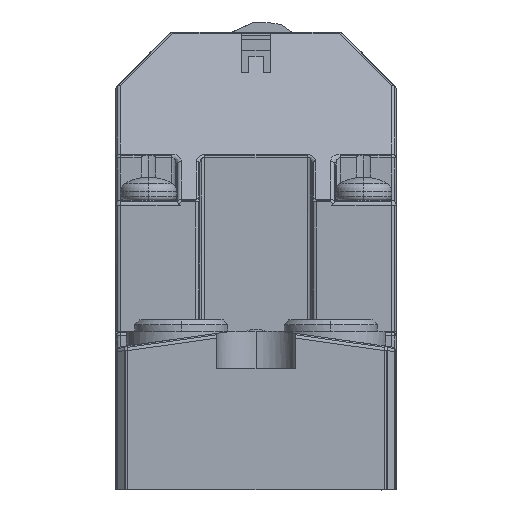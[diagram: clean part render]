
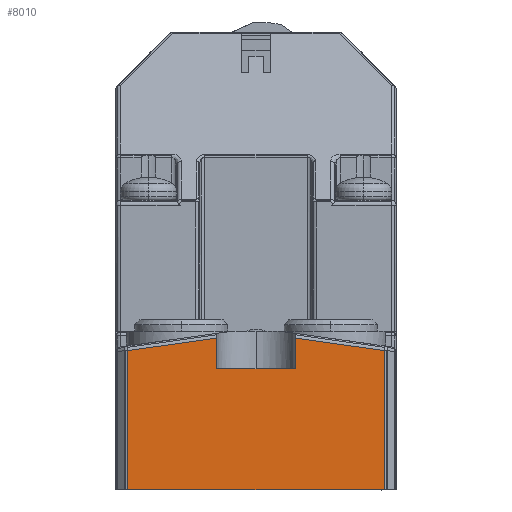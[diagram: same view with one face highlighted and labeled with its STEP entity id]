
A CAD part, front view. The second image highlights one B-rep face of the part: STEP entity #8010.
In plain terms, the highlighted planar face has unit normal (0, -1, 0).
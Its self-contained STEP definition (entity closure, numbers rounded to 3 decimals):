
#7969=AXIS2_PLACEMENT_3D('Plane Axis2P3D',#7966,#7967,#7968) ;
#5113=CARTESIAN_POINT('Vertex',(28.743,0.,0.)) ;
#5116=CARTESIAN_POINT('Line Origine',(15.,0.,0.)) ;
#5120=CARTESIAN_POINT('Vertex',(1.257,0.,0.)) ;
#7227=CARTESIAN_POINT('Vertex',(28.743,0.,14.915)) ;
#7313=CARTESIAN_POINT('Vertex',(10.8,0.,13.)) ;
#7316=CARTESIAN_POINT('Line Origine',(15.,0.,13.)) ;
#7320=CARTESIAN_POINT('Vertex',(19.2,0.,13.)) ;
#7351=CARTESIAN_POINT('Vertex',(1.257,0.,14.915)) ;
#7942=CARTESIAN_POINT('Line Origine',(1.257,0.,0.)) ;
#7966=CARTESIAN_POINT('Axis2P3D Location',(30.,0.,0.)) ;
#7971=CARTESIAN_POINT('Line Origine',(6.029,0.,15.586)) ;
#7975=CARTESIAN_POINT('Vertex',(10.8,0.,16.256)) ;
#7978=CARTESIAN_POINT('Line Origine',(28.743,0.,7.458)) ;
#7983=CARTESIAN_POINT('Line Origine',(23.971,0.,15.586)) ;
#7987=CARTESIAN_POINT('Vertex',(19.2,0.,16.256)) ;
#7990=CARTESIAN_POINT('Line Origine',(19.2,0.,14.628)) ;
#7995=CARTESIAN_POINT('Line Origine',(10.8,0.,14.628)) ;
#5117=DIRECTION('Vector Direction',(1.,0.,0.)) ;
#7317=DIRECTION('Vector Direction',(-1.,0.,0.)) ;
#7943=DIRECTION('Vector Direction',(0.,0.,1.)) ;
#7967=DIRECTION('Axis2P3D Direction',(0.,-1.,0.)) ;
#7968=DIRECTION('Axis2P3D XDirection',(0.,0.,-1.)) ;
#7972=DIRECTION('Vector Direction',(0.99,0.,0.139)) ;
#7979=DIRECTION('Vector Direction',(0.,0.,-1.)) ;
#7984=DIRECTION('Vector Direction',(0.99,0.,-0.139)) ;
#7991=DIRECTION('Vector Direction',(0.,0.,-1.)) ;
#7996=DIRECTION('Vector Direction',(0.,0.,1.)) ;
#5118=VECTOR('Line Direction',#5117,1.) ;
#7318=VECTOR('Line Direction',#7317,1.) ;
#7944=VECTOR('Line Direction',#7943,1.) ;
#7973=VECTOR('Line Direction',#7972,1.) ;
#7980=VECTOR('Line Direction',#7979,1.) ;
#7985=VECTOR('Line Direction',#7984,1.) ;
#7992=VECTOR('Line Direction',#7991,1.) ;
#7997=VECTOR('Line Direction',#7996,1.) ;
#8001=ORIENTED_EDGE('',*,*,#7977,.F.) ;
#8002=ORIENTED_EDGE('',*,*,#7946,.F.) ;
#8003=ORIENTED_EDGE('',*,*,#5122,.T.) ;
#8004=ORIENTED_EDGE('',*,*,#7982,.F.) ;
#8005=ORIENTED_EDGE('',*,*,#7989,.F.) ;
#8006=ORIENTED_EDGE('',*,*,#7994,.T.) ;
#8007=ORIENTED_EDGE('',*,*,#7322,.T.) ;
#8008=ORIENTED_EDGE('',*,*,#7999,.T.) ;
#8010=ADVANCED_FACE('Hauptk\X2\00F6\X0\rper',(#8009),#7970,.T.) ;
#5122=EDGE_CURVE('',#5121,#5114,#5119,.T.) ;
#7322=EDGE_CURVE('',#7321,#7314,#7319,.T.) ;
#7946=EDGE_CURVE('',#5121,#7352,#7945,.T.) ;
#7977=EDGE_CURVE('',#7352,#7976,#7974,.T.) ;
#7982=EDGE_CURVE('',#7228,#5114,#7981,.T.) ;
#7989=EDGE_CURVE('',#7988,#7228,#7986,.T.) ;
#7994=EDGE_CURVE('',#7988,#7321,#7993,.T.) ;
#7999=EDGE_CURVE('',#7314,#7976,#7998,.T.) ;
#8000=EDGE_LOOP('',(#8001,#8002,#8003,#8004,#8005,#8006,#8007,#8008)) ;
#8009=FACE_OUTER_BOUND('',#8000,.T.) ;
#5119=LINE('Line',#5116,#5118) ;
#7319=LINE('Line',#7316,#7318) ;
#7945=LINE('Line',#7942,#7944) ;
#7974=LINE('Line',#7971,#7973) ;
#7981=LINE('Line',#7978,#7980) ;
#7986=LINE('Line',#7983,#7985) ;
#7993=LINE('Line',#7990,#7992) ;
#7998=LINE('Line',#7995,#7997) ;
#7970=PLANE('',#7969) ;
#5114=VERTEX_POINT('',#5113) ;
#5121=VERTEX_POINT('',#5120) ;
#7228=VERTEX_POINT('',#7227) ;
#7314=VERTEX_POINT('',#7313) ;
#7321=VERTEX_POINT('',#7320) ;
#7352=VERTEX_POINT('',#7351) ;
#7976=VERTEX_POINT('',#7975) ;
#7988=VERTEX_POINT('',#7987) ;
